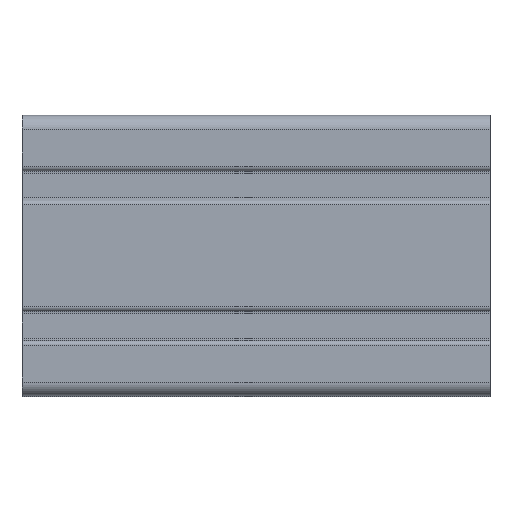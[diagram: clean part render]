
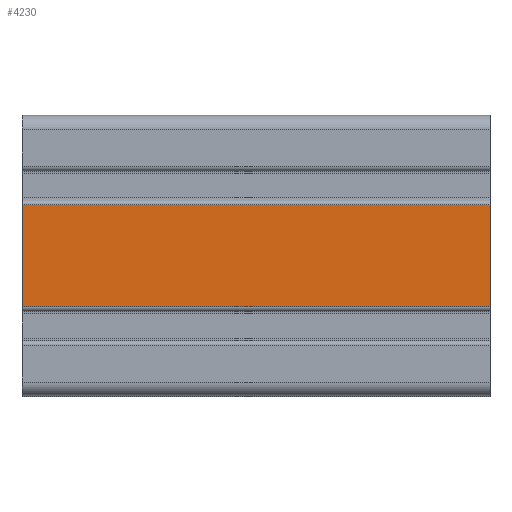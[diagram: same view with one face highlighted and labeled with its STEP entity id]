
A CAD part, top view. The second image highlights one B-rep face of the part: STEP entity #4230.
In plain terms, the highlighted planar face has unit normal (0, 0, 1).
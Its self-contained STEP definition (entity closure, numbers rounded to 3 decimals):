
#921 = LINE ( 'NONE', #5552, #2578 ) ;
#1437 = LINE ( 'NONE', #7847, #9658 ) ;
#1599 = CARTESIAN_POINT ( 'NONE',  ( 59.184, 43.998, 30. ) ) ;
#1620 = EDGE_CURVE ( 'NONE', #9809, #7414, #1437, .T. ) ;
#1767 = PLANE ( 'NONE',  #10765 ) ;
#2578 = VECTOR ( 'NONE', #6497, 1000. ) ;
#2752 = FACE_OUTER_BOUND ( 'NONE', #6967, .T. ) ;
#3223 = ORIENTED_EDGE ( 'NONE', *, *, #5683, .F. ) ;
#3523 = VERTEX_POINT ( 'NONE', #8451 ) ;
#4230 = ADVANCED_FACE ( 'NONE', ( #2752 ), #1767, .F. ) ;
#4394 = DIRECTION ( 'NONE',  ( 0., 0., -1. ) ) ;
#4514 = VERTEX_POINT ( 'NONE', #9318 ) ;
#4951 = CARTESIAN_POINT ( 'NONE',  ( 59.184, 65.798, 30. ) ) ;
#5281 = VECTOR ( 'NONE', #7149, 1000. ) ;
#5414 = ORIENTED_EDGE ( 'NONE', *, *, #10682, .F. ) ;
#5552 = CARTESIAN_POINT ( 'NONE',  ( -40.816, 43.998, 30. ) ) ;
#5683 = EDGE_CURVE ( 'NONE', #3523, #4514, #10385, .T. ) ;
#5693 = LINE ( 'NONE', #6395, #5281 ) ;
#5989 = EDGE_CURVE ( 'NONE', #7414, #4514, #921, .T. ) ;
#6157 = DIRECTION ( 'NONE',  ( -1., 0., 0. ) ) ;
#6395 = CARTESIAN_POINT ( 'NONE',  ( 59.184, 43.998, 30. ) ) ;
#6497 = DIRECTION ( 'NONE',  ( 0., -1., 0. ) ) ;
#6584 = ORIENTED_EDGE ( 'NONE', *, *, #1620, .T. ) ;
#6909 = VECTOR ( 'NONE', #9727, 1000. ) ;
#6967 = EDGE_LOOP ( 'NONE', ( #7649, #3223, #5414, #6584 ) ) ;
#7149 = DIRECTION ( 'NONE',  ( 0., -1., 0. ) ) ;
#7414 = VERTEX_POINT ( 'NONE', #11132 ) ;
#7649 = ORIENTED_EDGE ( 'NONE', *, *, #5989, .T. ) ;
#7847 = CARTESIAN_POINT ( 'NONE',  ( 59.184, 65.798, 30. ) ) ;
#8451 = CARTESIAN_POINT ( 'NONE',  ( 59.184, 43.998, 30. ) ) ;
#9318 = CARTESIAN_POINT ( 'NONE',  ( -40.816, 43.998, 30. ) ) ;
#9658 = VECTOR ( 'NONE', #10477, 1000. ) ;
#9727 = DIRECTION ( 'NONE',  ( -1., 0., 0. ) ) ;
#9809 = VERTEX_POINT ( 'NONE', #4951 ) ;
#10385 = LINE ( 'NONE', #1599, #6909 ) ;
#10477 = DIRECTION ( 'NONE',  ( -1., 0., 0. ) ) ;
#10682 = EDGE_CURVE ( 'NONE', #9809, #3523, #5693, .T. ) ;
#10765 = AXIS2_PLACEMENT_3D ( 'NONE', #11494, #4394, #6157 ) ;
#11132 = CARTESIAN_POINT ( 'NONE',  ( -40.816, 65.798, 30. ) ) ;
#11494 = CARTESIAN_POINT ( 'NONE',  ( 59.184, 43.998, 30. ) ) ;
